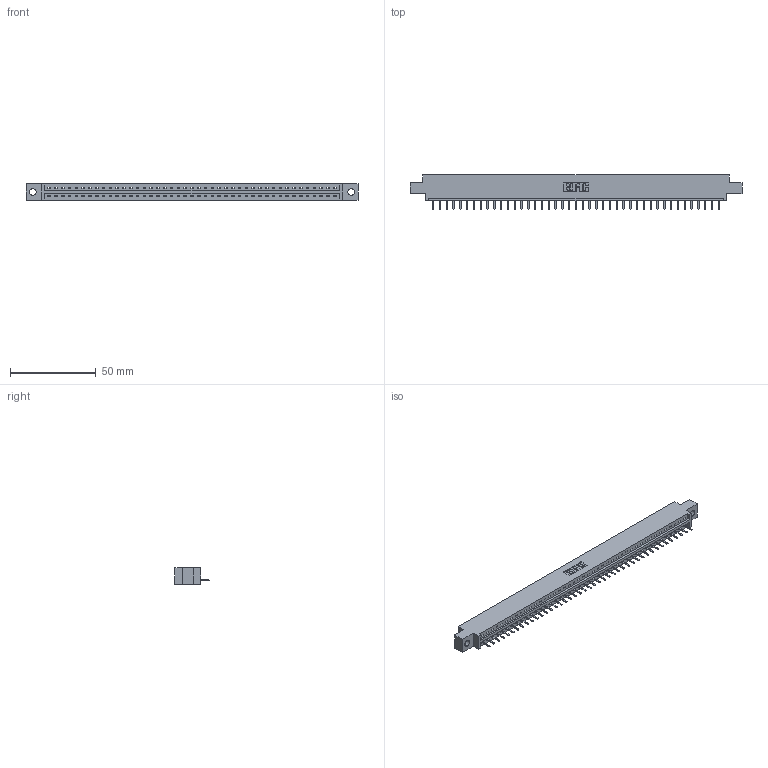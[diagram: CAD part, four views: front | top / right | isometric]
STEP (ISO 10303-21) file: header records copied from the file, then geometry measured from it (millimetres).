
FILE_DESCRIPTION (( 'STEP AP203' ), '1' );
FILE_NAME ('337-043-520-604.STEP', '2019-10-01T23:02:19', ( '' ), ( '' ), 'SwSTEP 2.0', 'SolidWorks 2016', '' );
FILE_SCHEMA (( 'CONFIG_CONTROL_DESIGN' ));
Length unit declared in the file: inch
Products named in the file (3): 337 Part_0.170 Offset - 0.156 Dia-TH; 337-043-520-604; 345-292-001_345-293-120
Assembly tree (44 placements, depth 2):
  337-043-520-604
    337 Part_0.170 Offset - 0.156 Dia-TH
    345-292-001_345-293-120  x43
Bounding box: 193.4 x 20.02 x 9.4 mm (x, y, z)
Volume: 19783.7 mm3; surface area: 19895.5 mm2
Topology: 44 solids, 44 shells, 2956 faces, 8751 edges, 5718 vertices
Faces by surface type: plane 2138, cylinder 818
Entity records: 32083 total; most frequent: CARTESIAN_POINT 5607, ORIENTED_EDGE 5574, DIRECTION 4705, EDGE_CURVE 2787, VECTOR 2655, LINE 2655, VERTEX_POINT 1854, AXIS2_PLACEMENT_3D 1025
